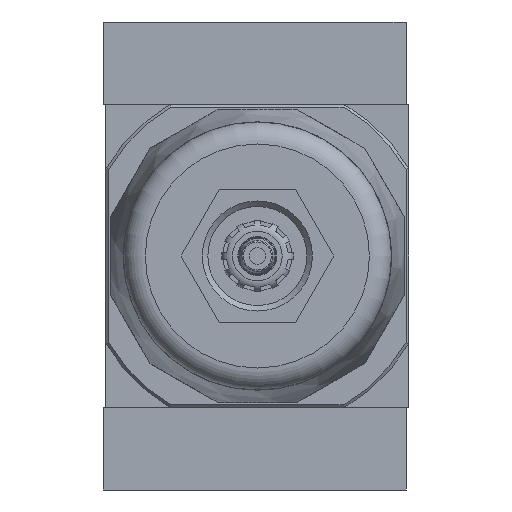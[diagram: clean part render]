
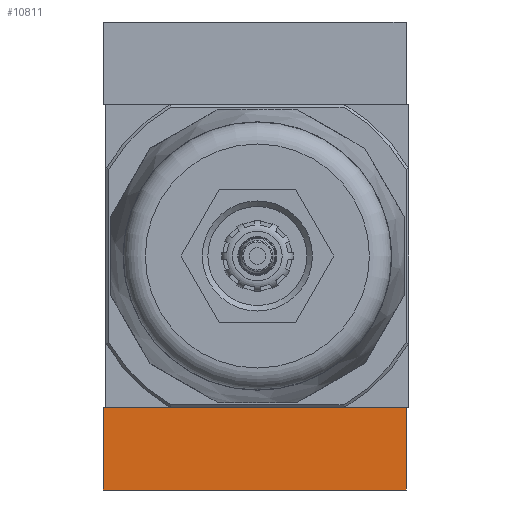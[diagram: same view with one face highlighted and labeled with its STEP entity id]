
A CAD part, front view. The second image highlights one B-rep face of the part: STEP entity #10811.
In plain terms, the highlighted face is planar.
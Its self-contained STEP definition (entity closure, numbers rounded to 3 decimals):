
#500=LINE('',#17124,#1009);
#505=LINE('',#17138,#1014);
#507=LINE('',#17142,#1016);
#508=LINE('',#17143,#1017);
#1009=VECTOR('',#13509,1000.);
#1014=VECTOR('',#13522,1000.);
#1016=VECTOR('',#13526,1000.);
#1017=VECTOR('',#13527,1000.);
#1400=PLANE('',#11641);
#3558=ORIENTED_EDGE('',*,*,#5245,.T.);
#3559=ORIENTED_EDGE('',*,*,#5236,.F.);
#3560=ORIENTED_EDGE('',*,*,#5246,.F.);
#3561=ORIENTED_EDGE('',*,*,#5243,.T.);
#5236=EDGE_CURVE('',#6219,#6216,#500,.T.);
#5243=EDGE_CURVE('',#6225,#6224,#505,.T.);
#5245=EDGE_CURVE('',#6224,#6216,#507,.T.);
#5246=EDGE_CURVE('',#6225,#6219,#508,.T.);
#6216=VERTEX_POINT('',#17118);
#6219=VERTEX_POINT('',#17123);
#6224=VERTEX_POINT('',#17137);
#6225=VERTEX_POINT('',#17139);
#7177=EDGE_LOOP('',(#3558,#3559,#3560,#3561));
#7864=FACE_BOUND('',#7177,.T.);
#10811=ADVANCED_FACE('',(#7864),#1400,.F.);
#11641=AXIS2_PLACEMENT_3D('',#17141,#13524,#13525);
#13509=DIRECTION('',(0.,0.,-1.));
#13522=DIRECTION('',(0.,0.,-1.));
#13524=DIRECTION('',(0.,-1.,0.));
#13525=DIRECTION('',(0.,0.,-1.));
#13526=DIRECTION('',(-1.,0.,0.));
#13527=DIRECTION('',(-1.,0.,0.));
#17118=CARTESIAN_POINT('',(-27.5,16.,-7.5));
#17123=CARTESIAN_POINT('',(-27.5,16.,7.5));
#17124=CARTESIAN_POINT('',(-27.5,16.,7.5));
#17137=CARTESIAN_POINT('',(27.5,16.,-7.5));
#17138=CARTESIAN_POINT('',(27.5,16.,7.5));
#17139=CARTESIAN_POINT('',(27.5,16.,7.5));
#17141=CARTESIAN_POINT('',(27.5,16.,7.5));
#17142=CARTESIAN_POINT('',(27.5,16.,-7.5));
#17143=CARTESIAN_POINT('',(27.5,16.,7.5));
